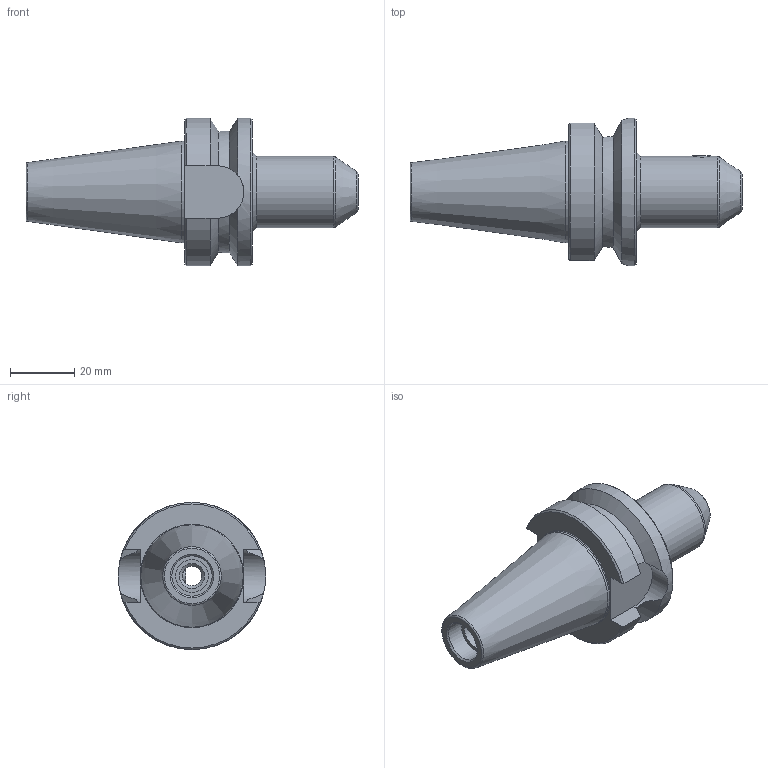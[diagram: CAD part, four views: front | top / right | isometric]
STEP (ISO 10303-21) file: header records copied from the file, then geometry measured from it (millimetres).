
FILE_DESCRIPTION(/* description */ (''),/* implementation_level */ '2;1');
FILE_NAME(/* name */ 'BT30 EM6-55D.step',/* time_stamp */ '2025-08-14T08:31:24-05:00',/* author */ (''),/* organization */ (''),/* preprocessor_version */ 'ST-DEVELOPER v20.1',/* originating_system */ 'Autodesk Translation Framework v14.10.0.0',/* authorisation */ '');
FILE_SCHEMA (('AUTOMOTIVE_DESIGN { 1 0 10303 214 3 1 1 }'));
Length unit declared in the file: inch
Products named in the file (1): BT30 DUAL CONTACT TEMPLATE FINALIZED
Bounding box: 103.51 x 45.92 x 45.92 mm (x, y, z)
Volume: 58655.3 mm3; surface area: 15033.5 mm2
Topology: 1 solids, 1 shells, 55 faces, 133 edges, 86 vertices
Faces by surface type: plane 22, cylinder 16, cone 13, torus 4
Full cylindrical faces by diameter (mm): 5.334 x1, 6 x1, 7.781 x1, 10.16 x1, 12.548 x1, 22.225 x1, 31.75 x1, 45.923 x1
Entity records: 1813 total; most frequent: CARTESIAN_POINT 427, DIRECTION 283, ORIENTED_EDGE 266, EDGE_CURVE 133, AXIS2_PLACEMENT_3D 114, VERTEX_POINT 86, EDGE_LOOP 63, CIRCLE 58
